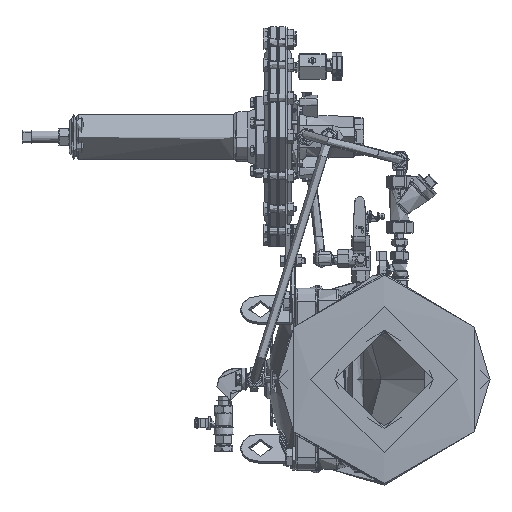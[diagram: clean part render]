
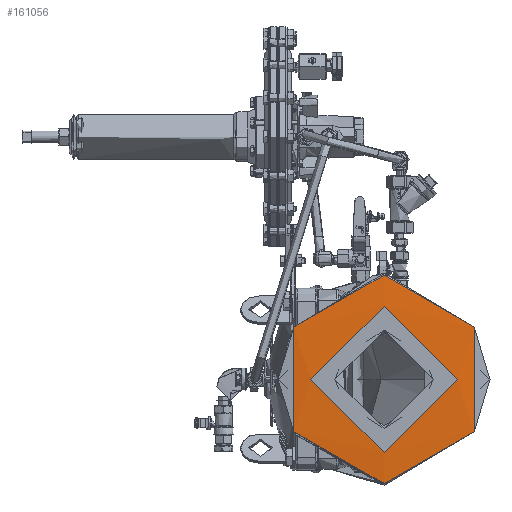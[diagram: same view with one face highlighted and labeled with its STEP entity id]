
A CAD part, left-side view. The second image highlights one B-rep face of the part: STEP entity #161056.
In plain terms, the highlighted conical face has half-angle 87 degrees and reference radius 114.5 mm.
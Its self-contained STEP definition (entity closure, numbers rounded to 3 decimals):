
#366 = CARTESIAN_POINT ( 'NONE',  ( -156.64, 0., 0. ) ) ;
#10879 = EDGE_LOOP ( 'NONE', ( #190349 ) ) ;
#40023 = FACE_BOUND ( 'NONE', #10879, .T. ) ;
#58077 = EDGE_LOOP ( 'NONE', ( #218363 ) ) ;
#68187 = DIRECTION ( 'NONE',  ( 0., 0., 1. ) ) ;
#85920 = CARTESIAN_POINT ( 'NONE',  ( -158.5, 0., -79. ) ) ;
#96951 = DIRECTION ( 'NONE',  ( 0., 0., -1. ) ) ;
#105193 = DIRECTION ( 'NONE',  ( -1., 0., 0. ) ) ;
#123048 = DIRECTION ( 'NONE',  ( 1., 0., 0. ) ) ;
#150839 = VERTEX_POINT ( 'NONE', #162424 ) ;
#154857 = CIRCLE ( 'NONE', #181611, 79. ) ;
#161056 = ADVANCED_FACE ( 'NONE', ( #241444, #40023 ), #235413, .T. ) ;
#162424 = CARTESIAN_POINT ( 'NONE',  ( -156.739, 0., 112.605 ) ) ;
#163228 = CARTESIAN_POINT ( 'NONE',  ( -156.739, 0., 0. ) ) ;
#173501 = AXIS2_PLACEMENT_3D ( 'NONE', #366, #175909, #96951 ) ;
#175909 = DIRECTION ( 'NONE',  ( 1., 0., 0. ) ) ;
#177770 = VERTEX_POINT ( 'NONE', #85920 ) ;
#181611 = AXIS2_PLACEMENT_3D ( 'NONE', #196978, #123048, #234726 ) ;
#190349 = ORIENTED_EDGE ( 'NONE', *, *, #231169, .T. ) ;
#196356 = CIRCLE ( 'NONE', #234968, 112.605 ) ;
#196978 = CARTESIAN_POINT ( 'NONE',  ( -158.5, 0., 0. ) ) ;
#218363 = ORIENTED_EDGE ( 'NONE', *, *, #245925, .T. ) ;
#231169 = EDGE_CURVE ( 'NONE', #177770, #177770, #154857, .T. ) ;
#234726 = DIRECTION ( 'NONE',  ( 0., 0., -1. ) ) ;
#234968 = AXIS2_PLACEMENT_3D ( 'NONE', #163228, #105193, #68187 ) ;
#235413 = CONICAL_SURFACE ( 'NONE', #173501, 114.5, 1.518 ) ;
#241444 = FACE_OUTER_BOUND ( 'NONE', #58077, .T. ) ;
#245925 = EDGE_CURVE ( 'NONE', #150839, #150839, #196356, .T. ) ;
